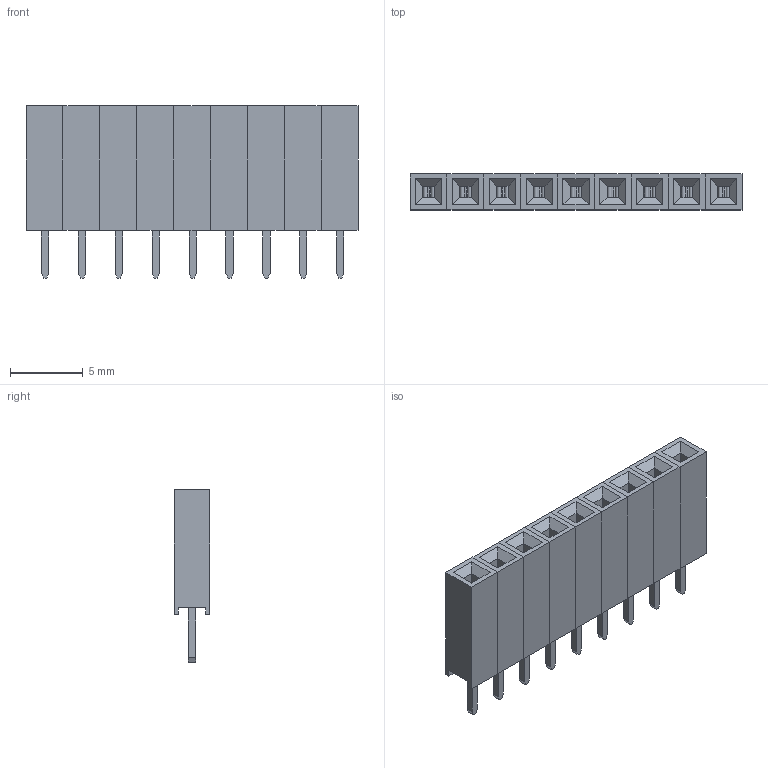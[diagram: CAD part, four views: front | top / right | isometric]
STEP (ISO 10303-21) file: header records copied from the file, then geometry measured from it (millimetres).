
FILE_DESCRIPTION(/* description */ (''),/* implementation_level */ '2;1');
FILE_NAME(/* name */ 'hf_1x9.step',/* time_stamp */ '2020-05-24T14:43:41+09:00',/* author */ (''),/* organization */ (''),/* preprocessor_version */ 'ST-DEVELOPER v18.1',/* originating_system */ 'Autodesk Translation Framework v9.3.0.1241',/* authorisation */ '');
FILE_SCHEMA (('AUTOMOTIVE_DESIGN { 1 0 10303 214 3 1 1 }'));
Length unit declared in the file: millimetre
Products named in the file (1): Header Female
Bounding box: 22.86 x 2.48 x 11.88 mm (x, y, z)
Volume: 327.2 mm3; surface area: 1763.4 mm2
Topology: 9 solids, 9 shells, 423 faces, 1071 edges, 702 vertices
Faces by surface type: plane 387, cylinder 36
Entity records: 12767 total; most frequent: CARTESIAN_POINT 2197, ORIENTED_EDGE 2142, DIRECTION 1991, EDGE_CURVE 1071, LINE 999, VECTOR 999, VERTEX_POINT 702, AXIS2_PLACEMENT_3D 496
